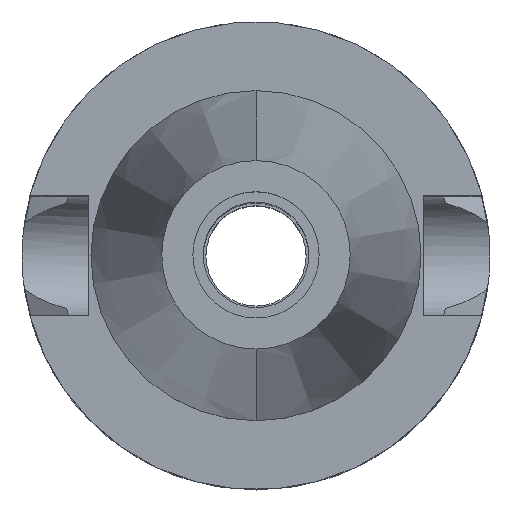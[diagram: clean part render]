
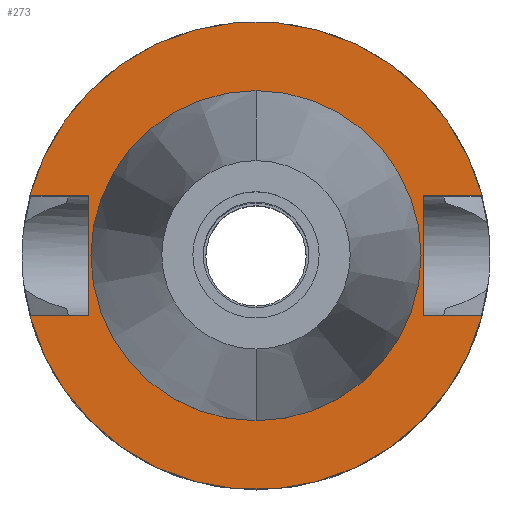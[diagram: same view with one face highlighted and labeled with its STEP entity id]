
A CAD part, top view. The second image highlights one B-rep face of the part: STEP entity #273.
In plain terms, the highlighted planar face has unit normal (0, 0, 1).
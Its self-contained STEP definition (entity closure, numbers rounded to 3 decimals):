
#87 = EDGE_CURVE ( 'NONE', #2480, #1231, #714, .T. ) ;
#172 = CARTESIAN_POINT ( 'NONE',  ( 30.454, -8.05, -2. ) ) ;
#225 = VECTOR ( 'NONE', #1657, 1000. ) ;
#228 = AXIS2_PLACEMENT_3D ( 'NONE', #1899, #768, #2635 ) ;
#273 = ADVANCED_FACE ( 'NONE', ( #1704, #2214 ), #1987, .F. ) ;
#300 = DIRECTION ( 'NONE',  ( 0., 0., -1. ) ) ;
#389 = CARTESIAN_POINT ( 'NONE',  ( 0., 0., -2. ) ) ;
#433 = ORIENTED_EDGE ( 'NONE', *, *, #1223, .F. ) ;
#460 = VERTEX_POINT ( 'NONE', #2924 ) ;
#478 = CIRCLE ( 'NONE', #1356, 31.5 ) ;
#500 = DIRECTION ( 'NONE',  ( 0., 0., 1. ) ) ;
#554 = LINE ( 'NONE', #1628, #1107 ) ;
#679 = VERTEX_POINT ( 'NONE', #1351 ) ;
#714 = LINE ( 'NONE', #2147, #1358 ) ;
#758 = ORIENTED_EDGE ( 'NONE', *, *, #2133, .F. ) ;
#768 = DIRECTION ( 'NONE',  ( 0., 0., 1. ) ) ;
#834 = CARTESIAN_POINT ( 'NONE',  ( 30.454, 8.05, -2. ) ) ;
#847 = DIRECTION ( 'NONE',  ( 0., -1., 0. ) ) ;
#986 = VECTOR ( 'NONE', #3479, 1000. ) ;
#1022 = LINE ( 'NONE', #1227, #986 ) ;
#1073 = CARTESIAN_POINT ( 'NONE',  ( 0., 0., -2. ) ) ;
#1107 = VECTOR ( 'NONE', #1953, 1000. ) ;
#1223 = EDGE_CURVE ( 'NONE', #1734, #2480, #1856, .T. ) ;
#1227 = CARTESIAN_POINT ( 'NONE',  ( 22.5, 8.05, -2. ) ) ;
#1231 = VERTEX_POINT ( 'NONE', #1282 ) ;
#1242 = EDGE_LOOP ( 'NONE', ( #2215, #2200, #2041, #3221, #2821, #3223, #3023, #433 ) ) ;
#1282 = CARTESIAN_POINT ( 'NONE',  ( -30.454, 8.05, -2. ) ) ;
#1299 = VECTOR ( 'NONE', #2567, 1000. ) ;
#1351 = CARTESIAN_POINT ( 'NONE',  ( 0., 22.225, -2. ) ) ;
#1356 = AXIS2_PLACEMENT_3D ( 'NONE', #2443, #3561, #3292 ) ;
#1358 = VECTOR ( 'NONE', #3244, 1000. ) ;
#1471 = LINE ( 'NONE', #1522, #1299 ) ;
#1522 = CARTESIAN_POINT ( 'NONE',  ( 22.5, -8.05, -2. ) ) ;
#1541 = EDGE_CURVE ( 'NONE', #2280, #1825, #3626, .T. ) ;
#1562 = EDGE_CURVE ( 'NONE', #3126, #2280, #1471, .T. ) ;
#1628 = CARTESIAN_POINT ( 'NONE',  ( 22.5, 8.05, -2. ) ) ;
#1657 = DIRECTION ( 'NONE',  ( -1., 0., 0. ) ) ;
#1704 = FACE_OUTER_BOUND ( 'NONE', #1242, .T. ) ;
#1734 = VERTEX_POINT ( 'NONE', #1881 ) ;
#1764 = EDGE_CURVE ( 'NONE', #1231, #2313, #478, .T. ) ;
#1799 = EDGE_CURVE ( 'NONE', #1734, #1825, #2457, .T. ) ;
#1821 = CIRCLE ( 'NONE', #2987, 22.225 ) ;
#1825 = VERTEX_POINT ( 'NONE', #3625 ) ;
#1856 = LINE ( 'NONE', #3262, #3637 ) ;
#1881 = CARTESIAN_POINT ( 'NONE',  ( -22.5, -8.05, -2. ) ) ;
#1899 = CARTESIAN_POINT ( 'NONE',  ( 0., 0., -2. ) ) ;
#1953 = DIRECTION ( 'NONE',  ( 1., 0., 0. ) ) ;
#1987 = PLANE ( 'NONE',  #3343 ) ;
#2020 = ORIENTED_EDGE ( 'NONE', *, *, #2977, .F. ) ;
#2041 = ORIENTED_EDGE ( 'NONE', *, *, #1562, .F. ) ;
#2110 = CARTESIAN_POINT ( 'NONE',  ( 22.5, -8.05, -2. ) ) ;
#2133 = EDGE_CURVE ( 'NONE', #679, #3325, #2940, .T. ) ;
#2147 = CARTESIAN_POINT ( 'NONE',  ( -22.5, 8.05, -2. ) ) ;
#2200 = ORIENTED_EDGE ( 'NONE', *, *, #1541, .F. ) ;
#2214 = FACE_BOUND ( 'NONE', #3498, .T. ) ;
#2215 = ORIENTED_EDGE ( 'NONE', *, *, #1799, .T. ) ;
#2280 = VERTEX_POINT ( 'NONE', #172 ) ;
#2313 = VERTEX_POINT ( 'NONE', #834 ) ;
#2443 = CARTESIAN_POINT ( 'NONE',  ( 0., 0., -2. ) ) ;
#2457 = LINE ( 'NONE', #3593, #225 ) ;
#2480 = VERTEX_POINT ( 'NONE', #3363 ) ;
#2567 = DIRECTION ( 'NONE',  ( 1., 0., 0. ) ) ;
#2635 = DIRECTION ( 'NONE',  ( 0., 1., 0. ) ) ;
#2821 = ORIENTED_EDGE ( 'NONE', *, *, #3642, .T. ) ;
#2869 = AXIS2_PLACEMENT_3D ( 'NONE', #389, #2901, #3184 ) ;
#2901 = DIRECTION ( 'NONE',  ( 0., 0., -1. ) ) ;
#2924 = CARTESIAN_POINT ( 'NONE',  ( 22.5, 8.05, -2. ) ) ;
#2940 = CIRCLE ( 'NONE', #228, 22.225 ) ;
#2977 = EDGE_CURVE ( 'NONE', #3325, #679, #1821, .T. ) ;
#2987 = AXIS2_PLACEMENT_3D ( 'NONE', #1073, #500, #3554 ) ;
#3017 = DIRECTION ( 'NONE',  ( 0., 1., 0. ) ) ;
#3023 = ORIENTED_EDGE ( 'NONE', *, *, #87, .F. ) ;
#3037 = CARTESIAN_POINT ( 'NONE',  ( 0., 0., -2. ) ) ;
#3126 = VERTEX_POINT ( 'NONE', #2110 ) ;
#3184 = DIRECTION ( 'NONE',  ( 0., -1., 0. ) ) ;
#3221 = ORIENTED_EDGE ( 'NONE', *, *, #3534, .F. ) ;
#3223 = ORIENTED_EDGE ( 'NONE', *, *, #1764, .F. ) ;
#3244 = DIRECTION ( 'NONE',  ( -1., 0., 0. ) ) ;
#3262 = CARTESIAN_POINT ( 'NONE',  ( -22.5, -8.05, -2. ) ) ;
#3292 = DIRECTION ( 'NONE',  ( 0., 1., 0. ) ) ;
#3325 = VERTEX_POINT ( 'NONE', #3603 ) ;
#3343 = AXIS2_PLACEMENT_3D ( 'NONE', #3037, #300, #847 ) ;
#3363 = CARTESIAN_POINT ( 'NONE',  ( -22.5, 8.05, -2. ) ) ;
#3479 = DIRECTION ( 'NONE',  ( 0., -1., 0. ) ) ;
#3498 = EDGE_LOOP ( 'NONE', ( #758, #2020 ) ) ;
#3534 = EDGE_CURVE ( 'NONE', #460, #3126, #1022, .T. ) ;
#3554 = DIRECTION ( 'NONE',  ( 0., -1., 0. ) ) ;
#3561 = DIRECTION ( 'NONE',  ( 0., 0., -1. ) ) ;
#3593 = CARTESIAN_POINT ( 'NONE',  ( -22.5, -8.05, -2. ) ) ;
#3603 = CARTESIAN_POINT ( 'NONE',  ( 0., -22.225, -2. ) ) ;
#3625 = CARTESIAN_POINT ( 'NONE',  ( -30.454, -8.05, -2. ) ) ;
#3626 = CIRCLE ( 'NONE', #2869, 31.5 ) ;
#3637 = VECTOR ( 'NONE', #3017, 1000. ) ;
#3642 = EDGE_CURVE ( 'NONE', #460, #2313, #554, .T. ) ;
